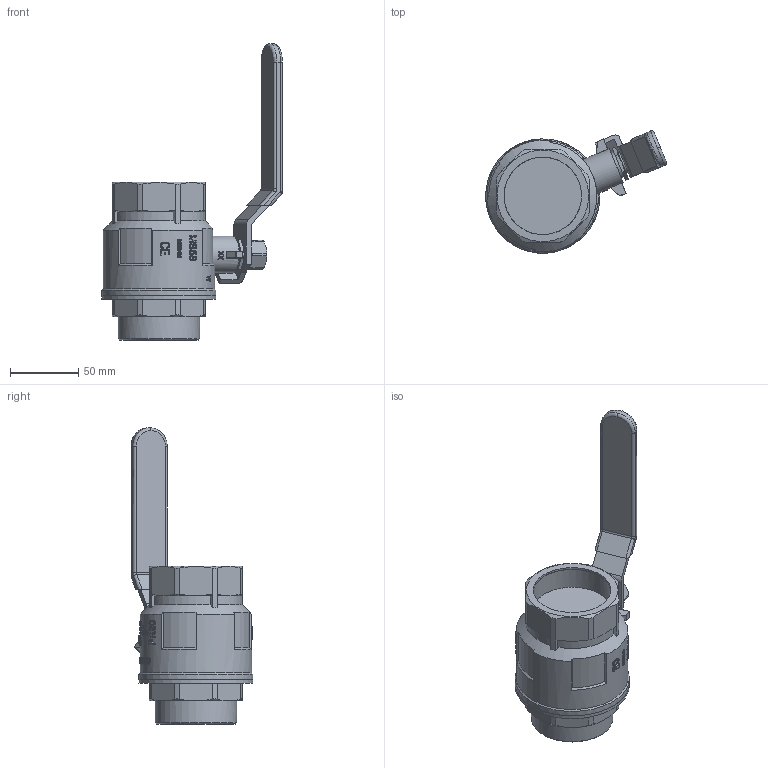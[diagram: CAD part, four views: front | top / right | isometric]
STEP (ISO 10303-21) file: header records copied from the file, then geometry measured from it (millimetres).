
FILE_DESCRIPTION(/* description */ ('Unknown'),/* implementation_level */ '2;1');
FILE_NAME(/* name */ '610-09',/* time_stamp */ '2022-03-16T12:00:14+01:00',/* author */ ('Unknown'),/* organization */ ('Unknown'),/* preprocessor_version */ 'ST-DEVELOPER v16.7',/* originating_system */ 'Solid Edge',/* authorisation */ 'Unknown');
FILE_SCHEMA (('AUTOMOTIVE_DESIGN {1 0 10303 214 3 1 1}'));
Products named in the file (11): 2.142.050; Stahlgriff 2; Stahlgriff-1; Stahlgriff-um; 610-09; 600-09_Spindel; 600-09_Stopfbuchse; 610-09_Einschraubteil; 600-09_Körper; M14 
Assembly tree (10 placements, depth 4):
  2.142.050
    Stahlgriff 2
      Stahlgriff-1
      Stahlgriff-um
    610-09
      600-09_Spindel
        600-09_Stopfbuchse
        600-09_Spindel
      610-09_Einschraubteil
      600-09_Körper
    M14 
Bounding box: 131.94 x 89.04 x 216.5 mm (x, y, z)
Volume: 186387 mm3; surface area: 101496.6 mm2
Topology: 7 solids, 7 shells, 1345 faces, 3764 edges, 2500 vertices
Faces by surface type: plane 1130, cylinder 132, cone 59, bspline 19, torus 3, sphere 2
Full cylindrical faces by diameter (mm): 11.835 x1, 16 x1, 16.1 x1, 16.5 x1, 18 x1, 19 x1, 20 x1, 20.5 x1, 20.52 x1, 22 x1, 27 x1, 49.5 x2, 56.656 x1, 56.658 x2, 59.614 x1, 62 x2, 75 x1, 77 x1, 77.5 x1, 81.5 x1, 83.5 x2
Entity records: 58604 total; most frequent: CARTESIAN_POINT 13846, DIRECTION 8219, ORIENTED_EDGE 7416, EDGE_CURVE 3708, AXIS2_PLACEMENT_3D 3342, VERTEX_POINT 2484, ELLIPSE 1625, LINE 1535
